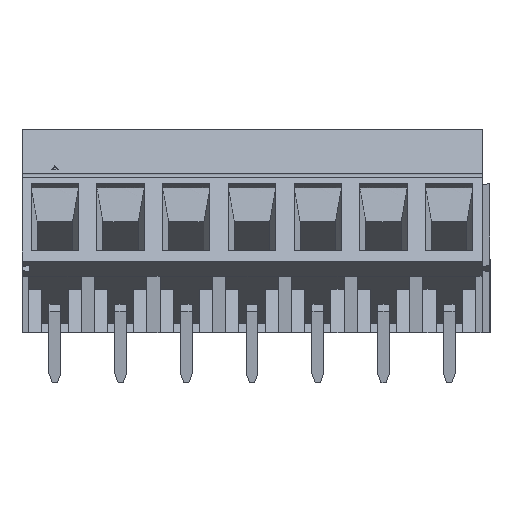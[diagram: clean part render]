
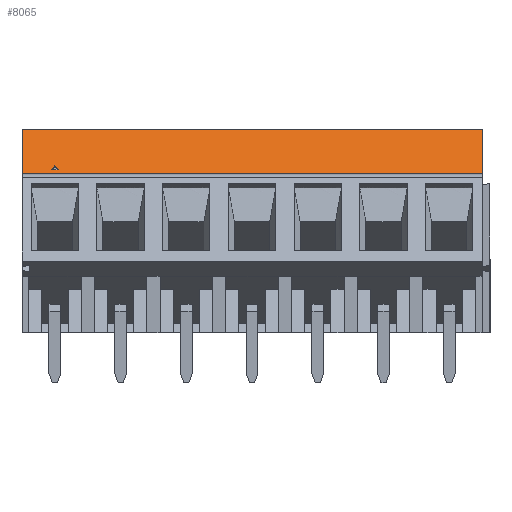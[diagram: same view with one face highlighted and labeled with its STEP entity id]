
A CAD part, top view. The second image highlights one B-rep face of the part: STEP entity #8065.
In plain terms, the highlighted planar face has unit normal (0, 0.73, 0.684).
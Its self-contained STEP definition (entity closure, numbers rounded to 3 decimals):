
#516 = CARTESIAN_POINT ( 'NONE',  ( 0., 11.927, 7.909 ) ) ;
#761 = ORIENTED_EDGE ( 'NONE', *, *, #14599, .F. ) ;
#896 = VECTOR ( 'NONE', #11041, 1000. ) ;
#1106 = VECTOR ( 'NONE', #19373, 1000. ) ;
#1926 = VERTEX_POINT ( 'NONE', #516 ) ;
#1956 = ORIENTED_EDGE ( 'NONE', *, *, #2290, .F. ) ;
#2195 = CARTESIAN_POINT ( 'NONE',  ( 35., 15.5, 4.096 ) ) ;
#2290 = EDGE_CURVE ( 'NONE', #34530, #1926, #12648, .T. ) ;
#4732 = VERTEX_POINT ( 'NONE', #21538 ) ;
#4738 = EDGE_CURVE ( 'NONE', #31815, #4732, #22104, .T. ) ;
#5033 = VECTOR ( 'NONE', #11883, 1000. ) ;
#8065 = ADVANCED_FACE ( 'NONE', ( #11224, #19636 ), #25631, .T. ) ;
#9299 = LINE ( 'NONE', #33312, #33298 ) ;
#10372 = VECTOR ( 'NONE', #27197, 1000. ) ;
#10393 = EDGE_CURVE ( 'NONE', #34530, #19646, #12629, .T. ) ;
#11041 = DIRECTION ( 'NONE',  ( -0.447, -0.612, 0.653 ) ) ;
#11079 = AXIS2_PLACEMENT_3D ( 'NONE', #2195, #11423, #25832 ) ;
#11224 = FACE_BOUND ( 'NONE', #38635, .T. ) ;
#11423 = DIRECTION ( 'NONE',  ( 0., 0.73, 0.684 ) ) ;
#11529 = VECTOR ( 'NONE', #24498, 1000. ) ;
#11883 = DIRECTION ( 'NONE',  ( -1., 0., 0. ) ) ;
#12325 = VERTEX_POINT ( 'NONE', #27554 ) ;
#12629 = LINE ( 'NONE', #32516, #11529 ) ;
#12648 = LINE ( 'NONE', #24524, #5033 ) ;
#12968 = CARTESIAN_POINT ( 'NONE',  ( 2.25, 12.405, 7.398 ) ) ;
#13151 = CARTESIAN_POINT ( 'NONE',  ( 0., 15.5, 4.096 ) ) ;
#14248 = CARTESIAN_POINT ( 'NONE',  ( 35., 11.927, 7.909 ) ) ;
#14289 = ORIENTED_EDGE ( 'NONE', *, *, #10393, .T. ) ;
#14599 = EDGE_CURVE ( 'NONE', #4732, #12325, #15522, .T. ) ;
#14967 = DIRECTION ( 'NONE',  ( -1., 0., 0. ) ) ;
#15430 = EDGE_CURVE ( 'NONE', #19646, #18940, #9299, .T. ) ;
#15522 = LINE ( 'NONE', #33480, #10372 ) ;
#18040 = EDGE_CURVE ( 'NONE', #1926, #18940, #22598, .T. ) ;
#18940 = VERTEX_POINT ( 'NONE', #13151 ) ;
#19373 = DIRECTION ( 'NONE',  ( 1., 0., 0. ) ) ;
#19636 = FACE_OUTER_BOUND ( 'NONE', #19850, .T. ) ;
#19646 = VERTEX_POINT ( 'NONE', #19824 ) ;
#19824 = CARTESIAN_POINT ( 'NONE',  ( 35., 15.5, 4.096 ) ) ;
#19850 = EDGE_LOOP ( 'NONE', ( #34397, #1956, #14289, #20541 ) ) ;
#20232 = ORIENTED_EDGE ( 'NONE', *, *, #24604, .F. ) ;
#20541 = ORIENTED_EDGE ( 'NONE', *, *, #15430, .T. ) ;
#21538 = CARTESIAN_POINT ( 'NONE',  ( 2.75, 12.405, 7.398 ) ) ;
#22104 = LINE ( 'NONE', #25377, #1106 ) ;
#22598 = LINE ( 'NONE', #25122, #26362 ) ;
#23817 = ORIENTED_EDGE ( 'NONE', *, *, #4738, .F. ) ;
#24498 = DIRECTION ( 'NONE',  ( 0., 0.684, -0.73 ) ) ;
#24524 = CARTESIAN_POINT ( 'NONE',  ( 35., 11.927, 7.909 ) ) ;
#24604 = EDGE_CURVE ( 'NONE', #12325, #31815, #25841, .T. ) ;
#25122 = CARTESIAN_POINT ( 'NONE',  ( 0., 15.5, 4.096 ) ) ;
#25377 = CARTESIAN_POINT ( 'NONE',  ( 2.25, 12.405, 7.398 ) ) ;
#25631 = PLANE ( 'NONE',  #11079 ) ;
#25832 = DIRECTION ( 'NONE',  ( 0., -0.684, 0.73 ) ) ;
#25841 = LINE ( 'NONE', #37760, #896 ) ;
#26362 = VECTOR ( 'NONE', #33738, 1000. ) ;
#27197 = DIRECTION ( 'NONE',  ( -0.447, 0.612, -0.653 ) ) ;
#27554 = CARTESIAN_POINT ( 'NONE',  ( 2.5, 12.747, 7.033 ) ) ;
#31815 = VERTEX_POINT ( 'NONE', #12968 ) ;
#32516 = CARTESIAN_POINT ( 'NONE',  ( 35., 15.5, 4.096 ) ) ;
#33298 = VECTOR ( 'NONE', #14967, 1000. ) ;
#33312 = CARTESIAN_POINT ( 'NONE',  ( 35., 15.5, 4.096 ) ) ;
#33480 = CARTESIAN_POINT ( 'NONE',  ( 2.75, 12.405, 7.398 ) ) ;
#33738 = DIRECTION ( 'NONE',  ( 0., 0.684, -0.73 ) ) ;
#34397 = ORIENTED_EDGE ( 'NONE', *, *, #18040, .F. ) ;
#34530 = VERTEX_POINT ( 'NONE', #14248 ) ;
#37760 = CARTESIAN_POINT ( 'NONE',  ( 2.5, 12.747, 7.033 ) ) ;
#38635 = EDGE_LOOP ( 'NONE', ( #23817, #20232, #761 ) ) ;
